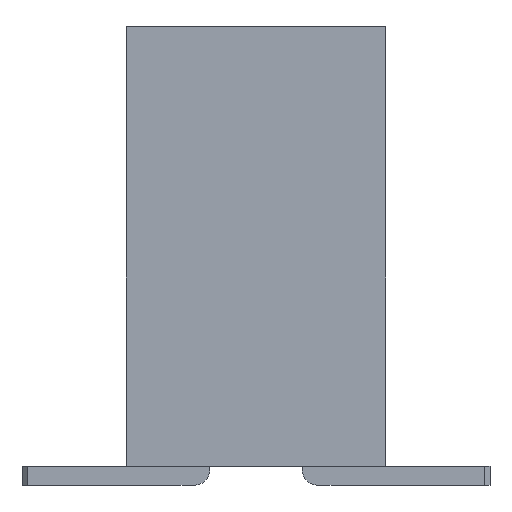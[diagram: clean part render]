
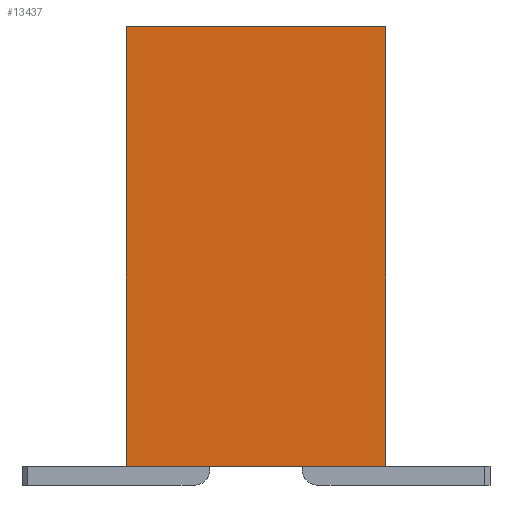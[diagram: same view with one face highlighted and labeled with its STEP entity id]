
A CAD part, front view. The second image highlights one B-rep face of the part: STEP entity #13437.
In plain terms, the highlighted planar face has unit normal (0, -1, 0).
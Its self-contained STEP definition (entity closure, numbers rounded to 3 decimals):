
#899=PLANE('',#14337);
#1653=FACE_OUTER_BOUND('',#2451,.T.);
#2451=EDGE_LOOP('',(#12457,#12458,#12459,#12460));
#3350=LINE('',#19727,#5078);
#4218=LINE('',#21463,#5946);
#4223=LINE('',#21472,#5951);
#4224=LINE('',#21474,#5952);
#5078=VECTOR('',#16176,10.);
#5946=VECTOR('',#17738,10.);
#5951=VECTOR('',#17747,10.);
#5952=VECTOR('',#17750,10.);
#6668=VERTEX_POINT('',#19725);
#6669=VERTEX_POINT('',#19726);
#7189=VERTEX_POINT('',#21460);
#7192=VERTEX_POINT('',#21470);
#8134=EDGE_CURVE('',#6668,#6669,#3350,.T.);
#9002=EDGE_CURVE('',#7189,#6668,#4218,.T.);
#9007=EDGE_CURVE('',#7192,#6669,#4223,.T.);
#9008=EDGE_CURVE('',#7192,#7189,#4224,.T.);
#12457=ORIENTED_EDGE('',*,*,#9008,.F.);
#12458=ORIENTED_EDGE('',*,*,#9007,.T.);
#12459=ORIENTED_EDGE('',*,*,#8134,.F.);
#12460=ORIENTED_EDGE('',*,*,#9002,.F.);
#13437=ADVANCED_FACE('',(#1653),#899,.T.);
#14337=AXIS2_PLACEMENT_3D('',#21473,#17748,#17749);
#16176=DIRECTION('',(1.,0.,0.));
#17738=DIRECTION('',(0.,0.,1.));
#17747=DIRECTION('',(0.,0.,1.));
#17748=DIRECTION('center_axis',(0.,-1.,0.));
#17749=DIRECTION('ref_axis',(1.,0.,0.));
#17750=DIRECTION('',(-1.,0.,0.));
#19725=CARTESIAN_POINT('',(-2.45,-27.94,8.66));
#19726=CARTESIAN_POINT('',(2.45,-27.94,8.66));
#19727=CARTESIAN_POINT('',(-1.225,-27.94,8.66));
#21460=CARTESIAN_POINT('',(-2.45,-27.94,0.36));
#21463=CARTESIAN_POINT('',(-2.45,-27.94,0.36));
#21470=CARTESIAN_POINT('',(2.45,-27.94,0.36));
#21472=CARTESIAN_POINT('',(2.45,-27.94,0.36));
#21473=CARTESIAN_POINT('Origin',(-2.45,-27.94,0.36));
#21474=CARTESIAN_POINT('',(-1.225,-27.94,0.36));
